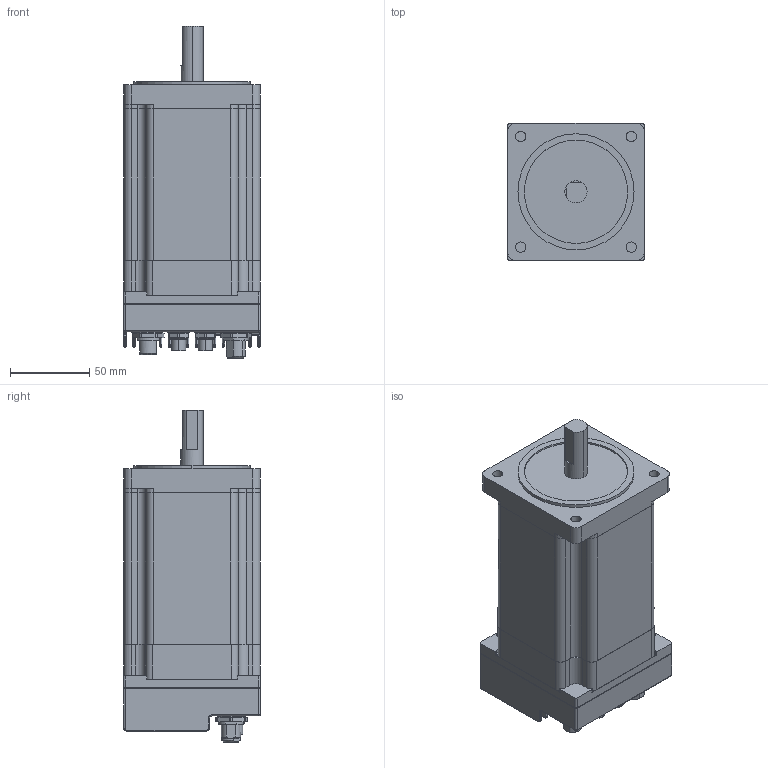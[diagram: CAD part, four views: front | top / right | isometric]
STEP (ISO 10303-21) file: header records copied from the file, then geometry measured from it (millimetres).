
FILE_DESCRIPTION (( 'STEP AP203' ), '1' );
FILE_NAME ('stepIM_IST-34L26CO10.STEP', '2018-03-21T18:42:39', ( 'owner' ), ( '' ), 'SwSTEP 2.0', 'SolidWorks 2013', '' );
FILE_SCHEMA (( 'CONFIG_CONTROL_DESIGN' ));
Length unit declared in the file: millimetre
Products named in the file (1): stepIM_IST-34L26CO10
Bounding box: 86 x 86 x 208.9 mm (x, y, z)
Volume: 531700.9 mm3; surface area: 218117.6 mm2
Topology: 38 solids, 42 shells, 3260 faces, 8535 edges, 5462 vertices
Faces by surface type: cylinder 1395, plane 1262, bspline 296, cone 163, torus 144
Entity records: 124755 total; most frequent: CARTESIAN_POINT 44464, ORIENTED_EDGE 16834, DIRECTION 16806, EDGE_CURVE 8417, AXIS2_PLACEMENT_3D 6156, VERTEX_POINT 5462, VECTOR 4494, LINE 4494
